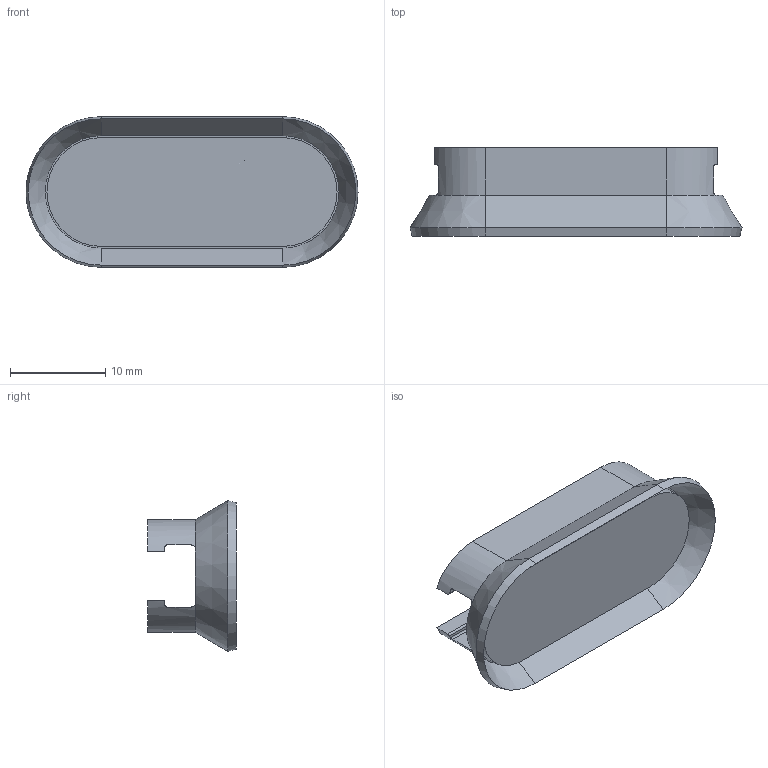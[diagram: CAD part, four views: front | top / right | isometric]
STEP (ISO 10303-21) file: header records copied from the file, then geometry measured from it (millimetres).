
FILE_DESCRIPTION(/* description */ ('STEP AP214'),/* implementation_level */ '2;1');
FILE_NAME(/* name */ '525565_CRSMB-8-32_100',/* time_stamp */ '2024-08-09T16:35:23+02:00',/* author */ ('License CC BY-ND 4.0'),/* organization */ ('CADENAS'),/* preprocessor_version */ 'ST-DEVELOPER v19.3',/* originating_system */ 'PARTsolutions',/* authorisation */ ' ');
FILE_SCHEMA (('AUTOMOTIVE_DESIGN {1 0 10303 214 3 1 1}'));
Length unit declared in the file: millimetre
Products named in the file (2): 525565 CRSMB-8-32/100; 525565 CRSMB-8-32/100---(P)
Assembly tree (1 placements, depth 2):
  525565 CRSMB-8-32/100
    525565 CRSMB-8-32/100---(P)
Bounding box: 34.8 x 9.3 x 15.8 mm (x, y, z)
Volume: 1744.9 mm3; surface area: 2096.6 mm2
Topology: 1 solids, 1 shells, 39 faces, 92 edges, 56 vertices
Faces by surface type: plane 21, cylinder 12, cone 6
Entity records: 1430 total; most frequent: CARTESIAN_POINT 225, DIRECTION 186, ORIENTED_EDGE 184, EDGE_CURVE 92, AXIS2_PLACEMENT_3D 65, LINE 56, VECTOR 56, VERTEX_POINT 56
